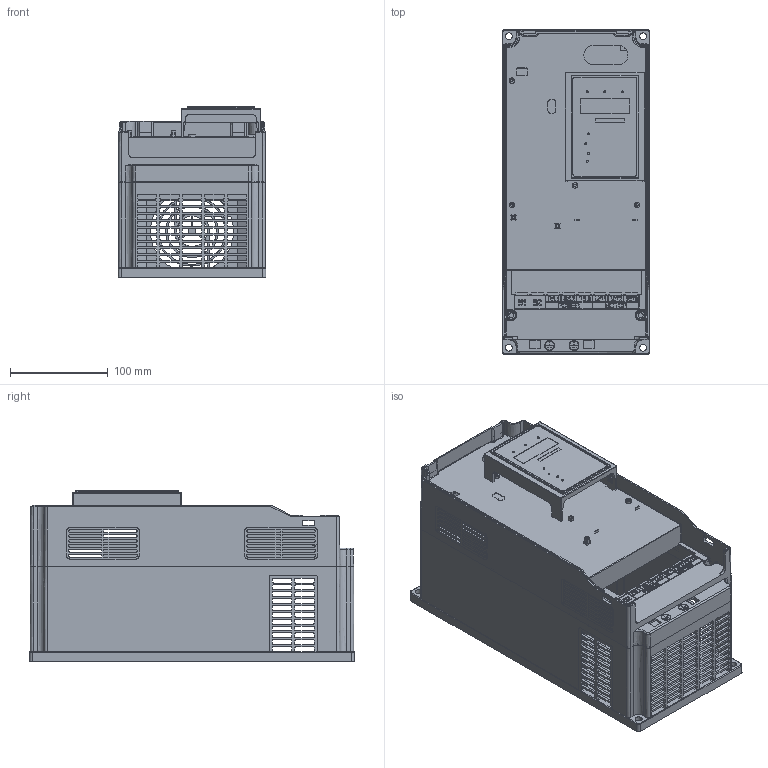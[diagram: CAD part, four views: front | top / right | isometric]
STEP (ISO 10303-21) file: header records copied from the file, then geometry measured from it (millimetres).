
FILE_DESCRIPTION (( 'STEP AP214' ), '1' );
FILE_NAME ('AT20-15KW~22KW_2.STEP', '2025-10-24T06:11:25', ( 'KTP' ), ( '' ), 'SwSTEP 2.0', 'SolidWorks 2021', '' );
FILE_SCHEMA (( 'AUTOMOTIVE_DESIGN' ));
Length unit declared in the file: millimetre
Products named in the file (4): AT20-15KW~22KW_7; AT20-15KW~22KW_2; AT20-15KW~22KW_8; AT20-15KW~22KW_6
Assembly tree (2 placements, depth 2):
  AT20-15KW~22KW_7
  AT20-15KW~22KW_2
    AT20-15KW~22KW_6
    AT20-15KW~22KW_8
Bounding box: 151 x 332 x 174.3 mm (x, y, z)
Volume: 717359.5 mm3; surface area: 536324.2 mm2
Topology: 1 solids, 11 shells, 3559 faces, 10004 edges, 6470 vertices
Faces by surface type: plane 2429, bspline 1130
Entity records: 157688 total; most frequent: CARTESIAN_POINT 75083, ORIENTED_EDGE 19812, DIRECTION 11902, EDGE_CURVE 9918, VECTOR 6640, LINE 6640, VERTEX_POINT 6470, EDGE_LOOP 4012
